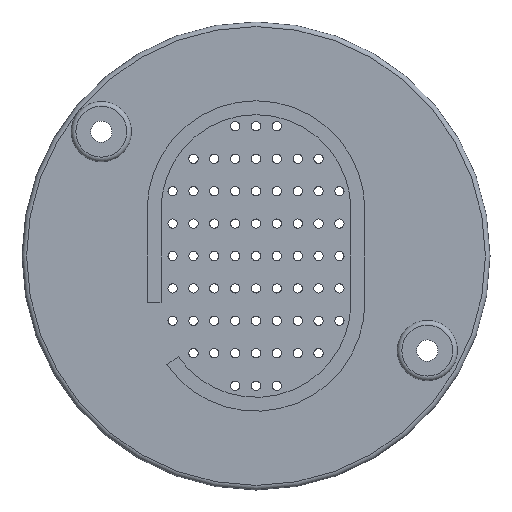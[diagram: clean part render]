
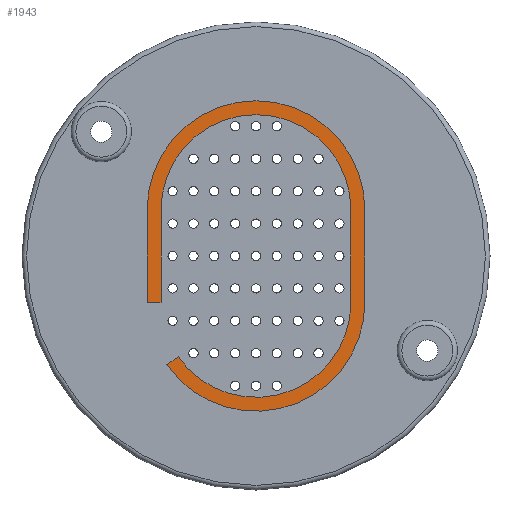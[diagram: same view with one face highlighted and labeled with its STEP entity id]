
A CAD part, front view. The second image highlights one B-rep face of the part: STEP entity #1943.
In plain terms, the highlighted planar face has unit normal (0, -1, 0).
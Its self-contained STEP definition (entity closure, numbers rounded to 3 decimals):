
#167=LINE('',#3271,#262);
#170=LINE('',#3279,#265);
#173=LINE('',#3285,#268);
#175=LINE('',#3289,#270);
#178=LINE('',#3297,#273);
#181=LINE('',#3304,#276);
#262=VECTOR('',#2740,10.);
#265=VECTOR('',#2749,10.);
#268=VECTOR('',#2754,10.);
#270=VECTOR('',#2758,10.);
#273=VECTOR('',#2767,10.);
#276=VECTOR('',#2776,10.);
#429=PLANE('',#2192);
#517=FACE_OUTER_BOUND('',#679,.T.);
#679=EDGE_LOOP('',(#1758,#1759,#1760,#1761,#1762,#1763,#1764,#1765,#1766,
#1767));
#907=CIRCLE('',#2179,10.25);
#908=CIRCLE('',#2182,10.25);
#909=CIRCLE('',#2187,11.75);
#910=CIRCLE('',#2190,11.75);
#1071=VERTEX_POINT('',#3264);
#1072=VERTEX_POINT('',#3266);
#1073=VERTEX_POINT('',#3270);
#1074=VERTEX_POINT('',#3274);
#1075=VERTEX_POINT('',#3278);
#1077=VERTEX_POINT('',#3284);
#1078=VERTEX_POINT('',#3288);
#1079=VERTEX_POINT('',#3292);
#1080=VERTEX_POINT('',#3296);
#1081=VERTEX_POINT('',#3300);
#1314=EDGE_CURVE('',#1072,#1071,#907,.T.);
#1316=EDGE_CURVE('',#1073,#1072,#167,.T.);
#1318=EDGE_CURVE('',#1074,#1073,#908,.T.);
#1320=EDGE_CURVE('',#1075,#1074,#170,.T.);
#1323=EDGE_CURVE('',#1077,#1075,#173,.T.);
#1325=EDGE_CURVE('',#1078,#1077,#175,.T.);
#1327=EDGE_CURVE('',#1079,#1078,#909,.T.);
#1329=EDGE_CURVE('',#1080,#1079,#178,.T.);
#1331=EDGE_CURVE('',#1081,#1080,#910,.T.);
#1333=EDGE_CURVE('',#1071,#1081,#181,.T.);
#1758=ORIENTED_EDGE('',*,*,#1333,.T.);
#1759=ORIENTED_EDGE('',*,*,#1331,.T.);
#1760=ORIENTED_EDGE('',*,*,#1329,.T.);
#1761=ORIENTED_EDGE('',*,*,#1327,.T.);
#1762=ORIENTED_EDGE('',*,*,#1325,.T.);
#1763=ORIENTED_EDGE('',*,*,#1323,.T.);
#1764=ORIENTED_EDGE('',*,*,#1320,.T.);
#1765=ORIENTED_EDGE('',*,*,#1318,.T.);
#1766=ORIENTED_EDGE('',*,*,#1316,.T.);
#1767=ORIENTED_EDGE('',*,*,#1314,.T.);
#1943=ADVANCED_FACE('',(#517),#429,.T.);
#2179=AXIS2_PLACEMENT_3D('',#3267,#2735,#2736);
#2182=AXIS2_PLACEMENT_3D('',#3275,#2744,#2745);
#2187=AXIS2_PLACEMENT_3D('',#3293,#2762,#2763);
#2190=AXIS2_PLACEMENT_3D('',#3301,#2771,#2772);
#2192=AXIS2_PLACEMENT_3D('',#3305,#2777,#2778);
#2735=DIRECTION('center_axis',(0.,1.,0.));
#2736=DIRECTION('ref_axis',(-1.,0.,0.));
#2740=DIRECTION('',(0.,0.,-1.));
#2744=DIRECTION('center_axis',(0.,1.,0.));
#2745=DIRECTION('ref_axis',(1.,0.,0.));
#2749=DIRECTION('',(0.,0.,1.));
#2754=DIRECTION('',(1.,0.,0.));
#2758=DIRECTION('',(0.,0.,-1.));
#2762=DIRECTION('center_axis',(0.,-1.,0.));
#2763=DIRECTION('ref_axis',(1.,0.,0.));
#2767=DIRECTION('',(0.,0.,1.));
#2771=DIRECTION('center_axis',(0.,-1.,0.));
#2772=DIRECTION('ref_axis',(-1.,0.,0.));
#2776=DIRECTION('',(-0.819,0.,-0.574));
#2777=DIRECTION('center_axis',(0.,-1.,0.));
#2778=DIRECTION('ref_axis',(1.,0.,0.));
#3264=CARTESIAN_POINT('',(-8.397,7.3,-10.879));
#3266=CARTESIAN_POINT('',(10.249,7.3,-5.));
#3267=CARTESIAN_POINT('Origin',(-0.001,7.3,-5.));
#3270=CARTESIAN_POINT('',(10.249,7.3,5.));
#3271=CARTESIAN_POINT('',(10.249,7.3,-5.));
#3274=CARTESIAN_POINT('',(-10.251,7.3,5.));
#3275=CARTESIAN_POINT('Origin',(-0.001,7.3,5.));
#3278=CARTESIAN_POINT('',(-10.251,7.3,-5.));
#3279=CARTESIAN_POINT('',(-10.251,7.3,5.));
#3284=CARTESIAN_POINT('',(-11.751,7.3,-5.));
#3285=CARTESIAN_POINT('',(-0.001,7.3,-5.));
#3288=CARTESIAN_POINT('',(-11.751,7.3,5.));
#3289=CARTESIAN_POINT('',(-11.751,7.3,5.));
#3292=CARTESIAN_POINT('',(11.749,7.3,5.));
#3293=CARTESIAN_POINT('Origin',(-0.001,7.3,5.));
#3296=CARTESIAN_POINT('',(11.749,7.3,-5.));
#3297=CARTESIAN_POINT('',(11.749,7.3,-5.));
#3300=CARTESIAN_POINT('',(-9.626,7.3,-11.74));
#3301=CARTESIAN_POINT('Origin',(-0.001,7.3,-5.));
#3304=CARTESIAN_POINT('',(-0.001,7.3,-5.));
#3305=CARTESIAN_POINT('Origin',(-0.001,7.3,0.));
